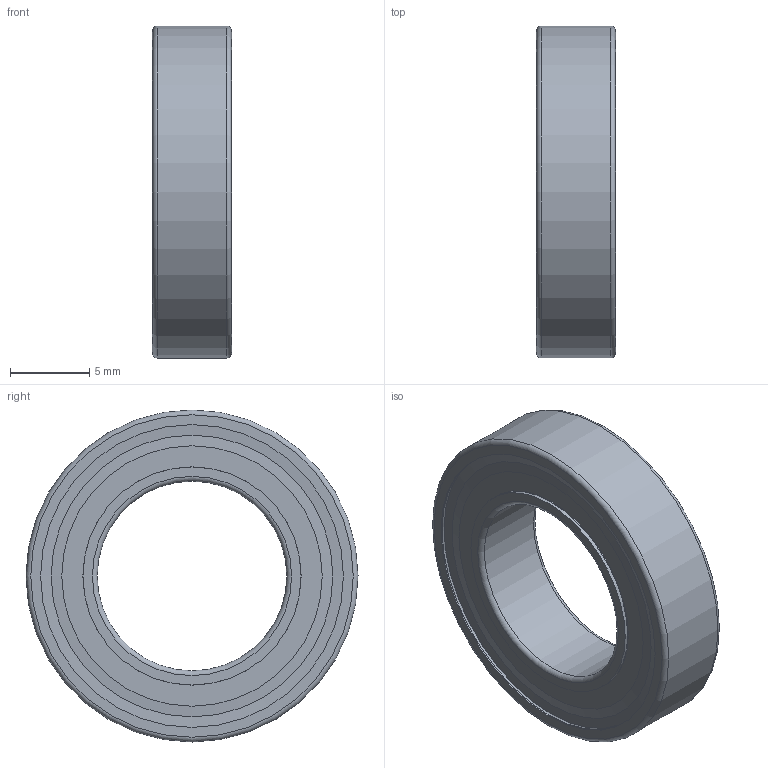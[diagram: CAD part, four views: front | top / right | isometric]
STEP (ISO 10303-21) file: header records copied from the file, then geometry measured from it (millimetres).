
FILE_DESCRIPTION( ( 'STEP AP214' ), ' ' );
FILE_NAME( 'W 61801-2RZ.stp', '2018-03-14T19:39:21', ( '' ), ( '' ), ' ', 'PARTsolutions', ' ' );
FILE_SCHEMA( ( 'AUTOMOTIVE_DESIGN { 1 0 10303 214 1 1 1 1 }' ) );
Length unit declared in the file: millimetre
Products named in the file (4): W 61801-2RZ; _W 61801-2RZ_PART1; _W 61801-2RZ_PART2; _W 61801-2RZ_PART3
Assembly tree (14 placements, depth 2):
  W 61801-2RZ
    _W 61801-2RZ_PART1
    _W 61801-2RZ_PART2
    _W 61801-2RZ_PART3  x12
Bounding box: 5 x 21 x 21 mm (x, y, z)
Volume: 743.7 mm3; surface area: 2087.1 mm2
Topology: 14 solids, 14 shells, 56 faces, 118 edges, 72 vertices
Faces by surface type: torus 12, cylinder 12, sphere 12, cone 10, plane 10
Full cylindrical faces by diameter (mm): 12 x1, 13.8 x2, 14.8 x2, 18.3 x2, 19.15 x4, 21 x1
Entity records: 1440 total; most frequent: DIRECTION 208, CARTESIAN_POINT 153, AXIS2_PLACEMENT_3D 104, EDGE_LOOP 88, ORIENTED_EDGE 88, FACE_OUTER_BOUND 68, VERTEX_POINT 49, STYLED_ITEM 45
